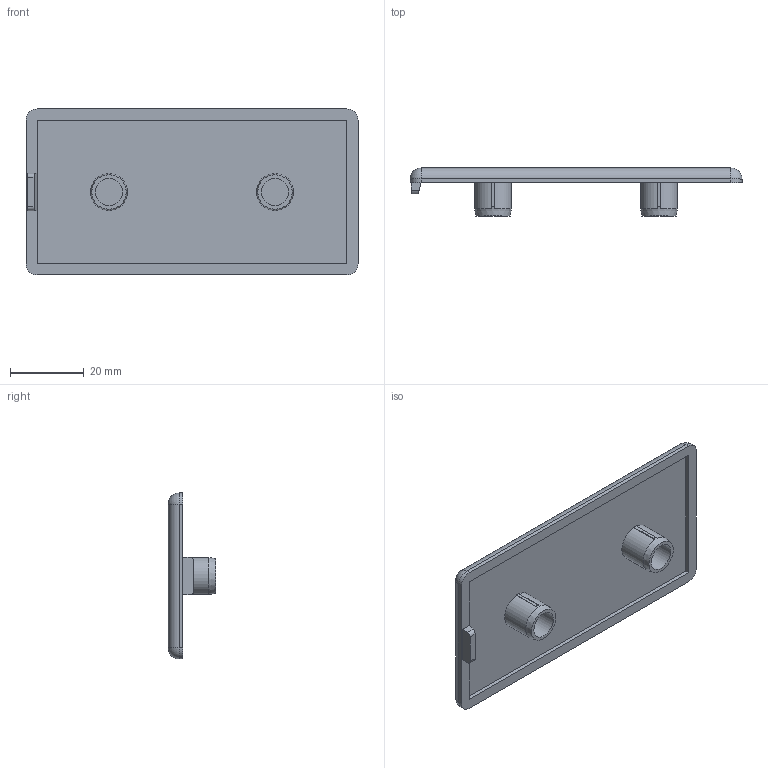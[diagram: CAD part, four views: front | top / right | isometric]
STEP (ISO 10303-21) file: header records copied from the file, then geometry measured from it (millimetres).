
FILE_DESCRIPTION(/* description */ (''),/* implementation_level */ '2;1');
FILE_NAME(/* name */ '1008309.stp',/* time_stamp */ '2024-07-23T14:37:41+02:00',/* author */ ('Bo'),/* organization */ (''),/* preprocessor_version */ 'ST-DEVELOPER v20',/* originating_system */ 'Autodesk Inventor 2025',/* authorisation */ ' ');
FILE_SCHEMA (('AUTOMOTIVE_DESIGN { 1 0 10303 214 3 1 1 }'));
Length unit declared in the file: millimetre
Products named in the file (1): 1008309
Bounding box: 90 x 13 x 45 mm (x, y, z)
Volume: 13128.3 mm3; surface area: 10192.3 mm2
Topology: 1 solids, 1 shells, 54 faces, 131 edges, 80 vertices
Faces by surface type: plane 28, cylinder 20, sphere 4, cone 2
Full cylindrical faces by diameter (mm): 7.5 x2
Entity records: 1595 total; most frequent: DIRECTION 281, CARTESIAN_POINT 262, ORIENTED_EDGE 254, EDGE_CURVE 127, AXIS2_PLACEMENT_3D 99, LINE 83, VECTOR 83, VERTEX_POINT 80
